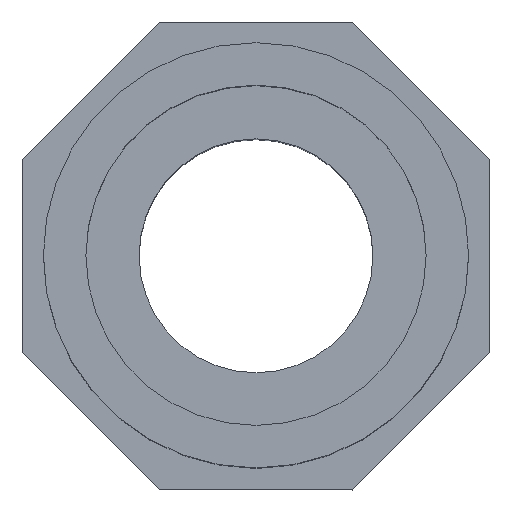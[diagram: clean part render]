
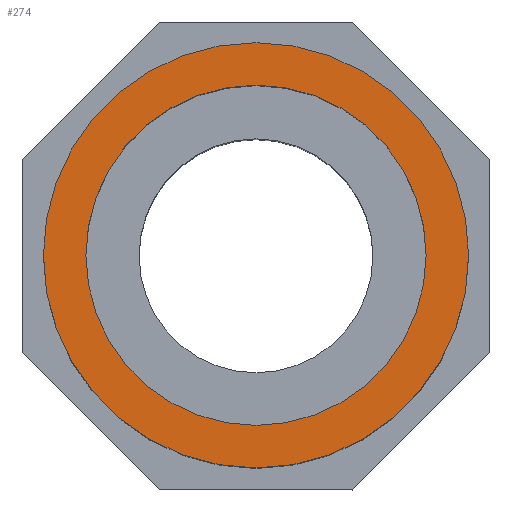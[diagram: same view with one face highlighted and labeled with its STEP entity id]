
A CAD part, top view. The second image highlights one B-rep face of the part: STEP entity #274.
In plain terms, the highlighted planar face has unit normal (0, 0, 1).
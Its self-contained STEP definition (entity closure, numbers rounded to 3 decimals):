
#71=PLANE($,#302);
#82=FACE_BOUND($,#124,.T.);
#100=FACE_OUTER_BOUND($,#123,.T.);
#123=EDGE_LOOP($,(#251));
#124=EDGE_LOOP($,(#252));
#127=CIRCLE($,#280,8.);
#130=CIRCLE($,#284,10.);
#135=VERTEX_POINT($,#382);
#138=VERTEX_POINT($,#389);
#159=EDGE_CURVE($,#135,#135,#127,.T.);
#162=EDGE_CURVE($,#138,#138,#130,.T.);
#251=ORIENTED_EDGE($,*,*,#162,.T.);
#252=ORIENTED_EDGE($,*,*,#159,.F.);
#274=ADVANCED_FACE($,(#100,#82),#71,.T.);
#280=AXIS2_PLACEMENT_3D($,#383,#308,#309);
#284=AXIS2_PLACEMENT_3D($,#390,#316,#317);
#302=AXIS2_PLACEMENT_3D($,#452,#376,#377);
#308=DIRECTION('center_axis',(0.,0.,1.));
#309=DIRECTION('ref_axis',(1.,0.,0.));
#316=DIRECTION('center_axis',(0.,0.,1.));
#317=DIRECTION('ref_axis',(1.,0.,0.));
#376=DIRECTION('center_axis',(0.,0.,1.));
#377=DIRECTION('ref_axis',(1.,0.,0.));
#382=CARTESIAN_POINT('',(-8.,0.,37.5));
#383=CARTESIAN_POINT('Origin',(0.,0.,37.5));
#389=CARTESIAN_POINT('',(-10.,0.,37.5));
#390=CARTESIAN_POINT('Origin',(0.,0.,37.5));
#452=CARTESIAN_POINT('Origin',(0.,0.,37.5));
